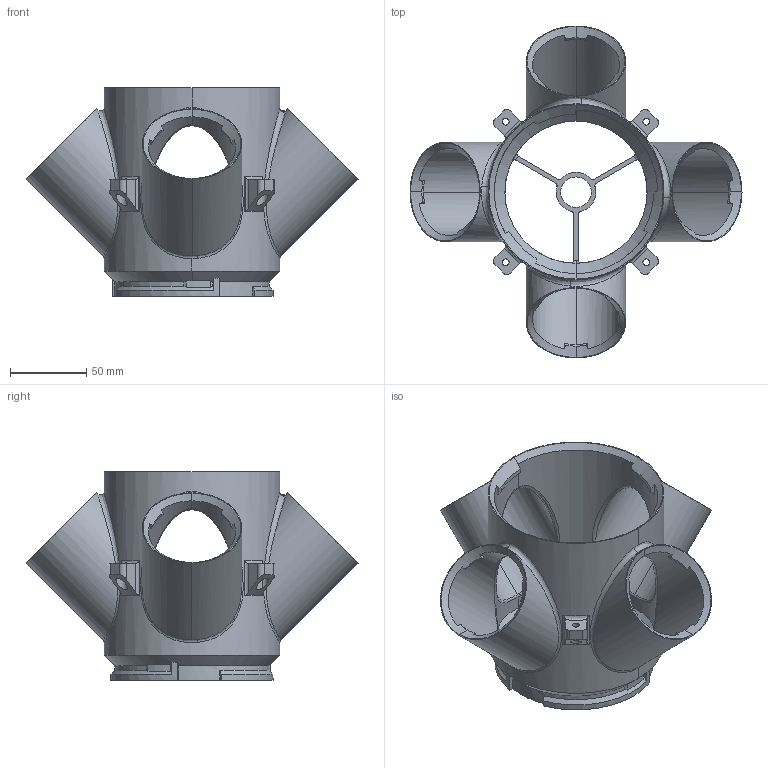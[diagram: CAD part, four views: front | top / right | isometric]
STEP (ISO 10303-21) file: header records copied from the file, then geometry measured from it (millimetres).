
FILE_DESCRIPTION (( 'STEP AP203' ), '1' );
FILE_NAME ('4-Way_Planting_Module_Hollow.STEP', '2020-11-29T12:38:13', ( '' ), ( '' ), '', '', '' );
FILE_SCHEMA (( 'CONFIG_CONTROL_DESIGN' ));
Length unit declared in the file: millimetre
Products named in the file (1): 4-Way_Planting_Module_Hollow
Bounding box: 217.08 x 217.08 x 136.5 mm (x, y, z)
Volume: 282732.5 mm3; surface area: 144761.5 mm2
Topology: 1 solids, 1 shells, 280 faces, 800 edges, 524 vertices
Faces by surface type: cylinder 107, plane 92, cone 57, bspline 16, torus 8
Entity records: 15403 total; most frequent: CARTESIAN_POINT 8084, ORIENTED_EDGE 1600, DIRECTION 1450, EDGE_CURVE 800, AXIS2_PLACEMENT_3D 542, VERTEX_POINT 524, LINE 366, VECTOR 366
